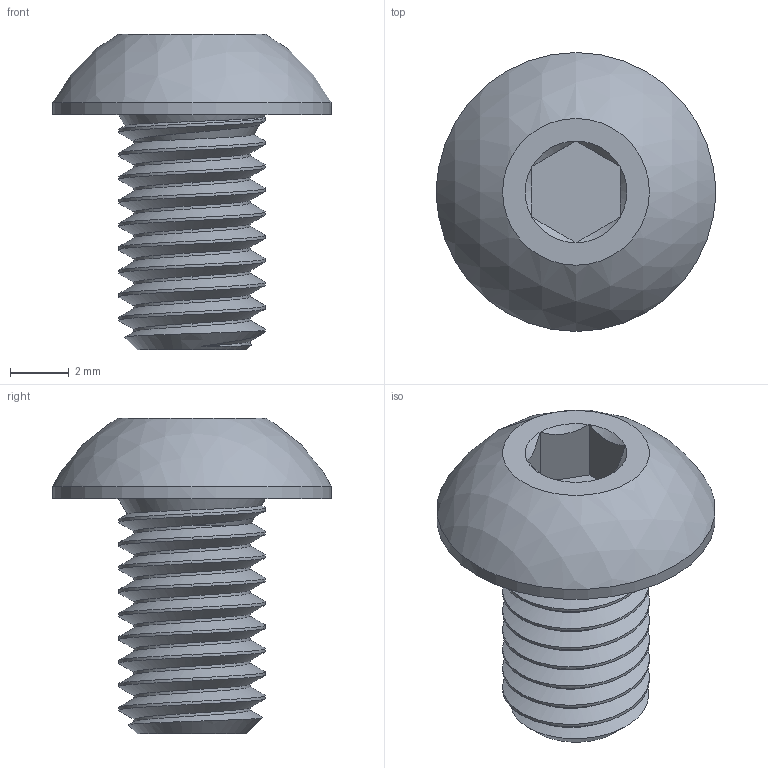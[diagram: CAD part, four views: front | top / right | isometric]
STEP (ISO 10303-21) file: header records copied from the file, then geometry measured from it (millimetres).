
FILE_DESCRIPTION(/* description */ ('STEP AP203'),/* implementation_level */ '2;1');
FILE_NAME(/* name */ '91239A222_M5-8mm-Button Head Hex Drive Screw.step',/* time_stamp */ '2026-02-26T02:32:02-05:00',/* author */ (''),/* organization */ (''),/* preprocessor_version */ 'ST-DEVELOPER v20.1',/* originating_system */ 'Autodesk Translation Framework v14.24.0.0',/* authorisation */ '');
FILE_SCHEMA (('AUTOMOTIVE_DESIGN { 1 0 10303 214 3 1 1 }'));
Length unit declared in the file: millimetre
Products named in the file (1): 2026-01-24-07-38-50-111
Bounding box: 9.5 x 9.5 x 10.75 mm (x, y, z)
Volume: 252.1 mm3; surface area: 384.2 mm2
Topology: 1 solids, 1 shells, 43 faces, 101 edges, 63 vertices
Faces by surface type: cylinder 20, cone 10, plane 10, bspline 2, sphere 1
Full cylindrical faces by diameter (mm): 3.961 x7, 5 x8, 9.5 x1
Entity records: 2904 total; most frequent: CARTESIAN_POINT 2008, ORIENTED_EDGE 202, DIRECTION 149, EDGE_CURVE 101, VERTEX_POINT 63, AXIS2_PLACEMENT_3D 58, EDGE_LOOP 46, FACE_OUTER_BOUND 43
